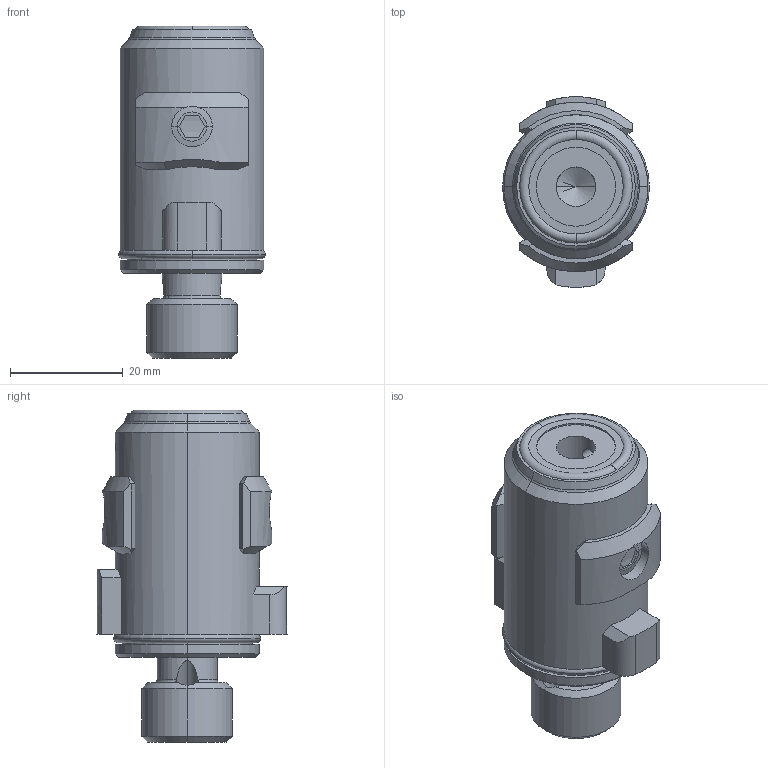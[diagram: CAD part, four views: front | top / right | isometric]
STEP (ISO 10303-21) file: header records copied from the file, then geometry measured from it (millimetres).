
FILE_DESCRIPTION(('HOOPS Exchange Step'),'2;1');
FILE_NAME('export-0FE1598A-BAA5-4484-816D-5FEE2FF08E8B.stp','2023-12-28T12:24:18+01:00',('Engineering'),('Alibre'),'HOOPS Exchange 2021.0','Alibre','Unknown authorisation');
FILE_SCHEMA( ('AP242_MANAGED_MODEL_BASED_3D_ENGINEERING_MIM_LF {1 0 10303 442 1 1 4 }') );
Length unit declared in the file: millimetre
Products named in the file (3): 5045-1 HSK50-C Guhring 4958 4-point clamping set for conventional cooling; 5045-2 HSK50-C Guhring 4958 4-point clamping set for conventional cooling; 5045 HSK50-C Guhring 4958 4-point clamping set for conventional cooling
Assembly tree (2 placements, depth 2):
  5045 HSK50-C Guhring 4958 4-point clamping set for conventional cooling
    5045-1 HSK50-C Guhring 4958 4-point clamping set for conventional cooling
    5045-2 HSK50-C Guhring 4958 4-point clamping set for conventional cooling
Bounding box: 26.02 x 33.73 x 58.8 mm (x, y, z)
Volume: 25519.4 mm3; surface area: 8691.7 mm2
Topology: 2 solids, 3 shells, 165 faces, 422 edges, 263 vertices
Faces by surface type: plane 53, cone 50, cylinder 50, torus 12
Entity records: 6381 total; most frequent: CARTESIAN_POINT 2293, DIRECTION 860, ORIENTED_EDGE 832, EDGE_CURVE 416, AXIS2_PLACEMENT_3D 356, VERTEX_POINT 263, EDGE_LOOP 181, FACE_BOUND 181
